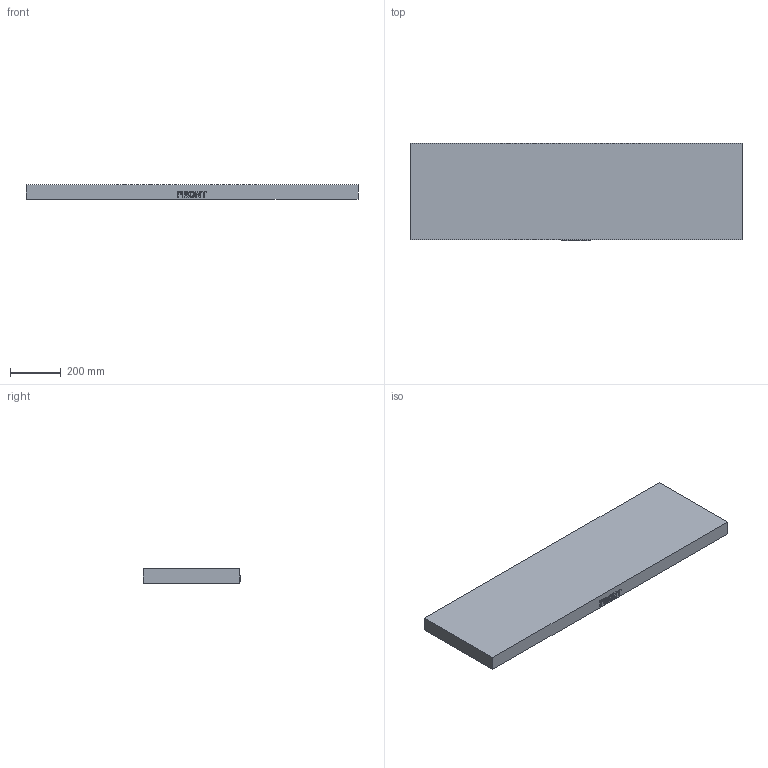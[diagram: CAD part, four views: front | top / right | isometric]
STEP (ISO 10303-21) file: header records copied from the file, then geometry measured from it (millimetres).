
FILE_DESCRIPTION( ( 'Unknown' ), '1' );
FILE_NAME( '3300-lid_internal_tub.stp', 'Unknown', ( 'Unknown' ), ( 'Unknown' ), 'PSStep 10.1', 'Unknown', ' ' );
FILE_SCHEMA( ( 'AUTOMOTIVE_DESIGN { 1 0 10303 214 1 1 1 1 }' ) );
Length unit declared in the file: millimetre
Products named in the file (1): 1
Bounding box: 1308.1 x 384.18 x 57.15 mm (x, y, z)
Volume: 5993544.8 mm3; surface area: 1333800.7 mm2
Topology: 1 solids, 1 shells, 517 faces, 1256 edges, 706 vertices
Faces by surface type: bspline 235, cylinder 166, plane 106, extrusion 6, sphere 4
Entity records: 22268 total; most frequent: CARTESIAN_POINT 12464, ORIENTED_EDGE 2420, DIRECTION 1491, EDGE_CURVE 1210, VERTEX_POINT 706, AXIS2_PLACEMENT_3D 560, EDGE_LOOP 528, B_SPLINE_CURVE_WITH_KNOTS 524
